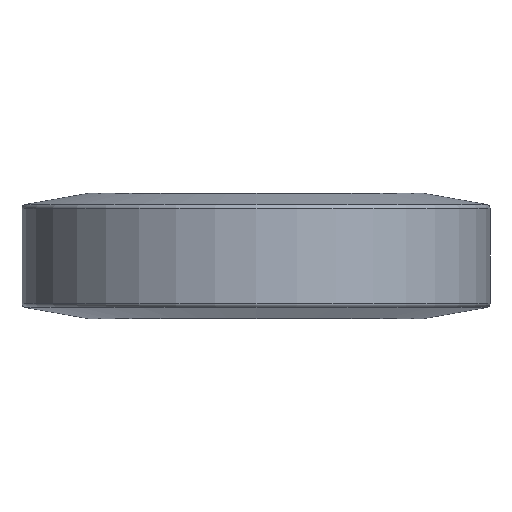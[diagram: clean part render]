
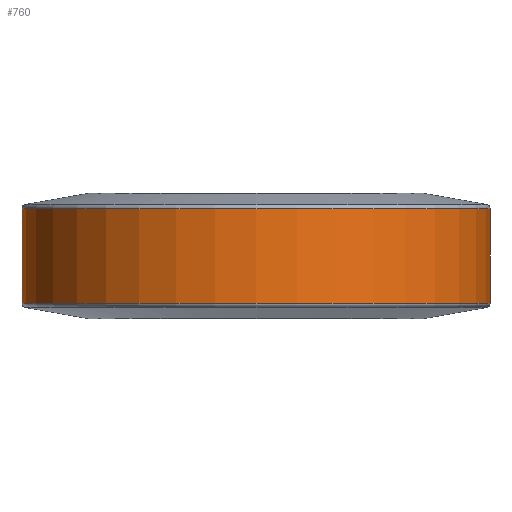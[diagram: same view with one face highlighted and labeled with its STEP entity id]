
A CAD part, front view. The second image highlights one B-rep face of the part: STEP entity #760.
In plain terms, the highlighted cylindrical face has radius 224 mm (diameter 448 mm), a partial arc.
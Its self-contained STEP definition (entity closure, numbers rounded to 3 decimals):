
#11 = EDGE_LOOP ( 'NONE', ( #590, #277, #791, #585 ) ) ;
#24 = CARTESIAN_POINT ( 'NONE',  ( 224., 0., 45.359 ) ) ;
#38 = VERTEX_POINT ( 'NONE', #661 ) ;
#46 = DIRECTION ( 'NONE',  ( 0., 0., 1. ) ) ;
#93 = EDGE_CURVE ( 'NONE', #223, #435, #365, .T. ) ;
#177 = LINE ( 'NONE', #302, #528 ) ;
#196 = CARTESIAN_POINT ( 'NONE',  ( 0., 0., 45.359 ) ) ;
#223 = VERTEX_POINT ( 'NONE', #439 ) ;
#252 = CARTESIAN_POINT ( 'NONE',  ( -224., 0., 0. ) ) ;
#277 = ORIENTED_EDGE ( 'NONE', *, *, #723, .T. ) ;
#284 = VECTOR ( 'NONE', #510, 1000. ) ;
#302 = CARTESIAN_POINT ( 'NONE',  ( 224., 0., 0. ) ) ;
#313 = CIRCLE ( 'NONE', #715, 224. ) ;
#318 = DIRECTION ( 'NONE',  ( 0., 0., 1. ) ) ;
#344 = DIRECTION ( 'NONE',  ( 0., 0., 1. ) ) ;
#355 = AXIS2_PLACEMENT_3D ( 'NONE', #456, #344, #700 ) ;
#365 = LINE ( 'NONE', #252, #284 ) ;
#397 = VERTEX_POINT ( 'NONE', #24 ) ;
#401 = CARTESIAN_POINT ( 'NONE',  ( -224., 0., 45.359 ) ) ;
#408 = AXIS2_PLACEMENT_3D ( 'NONE', #615, #46, #739 ) ;
#410 = FACE_OUTER_BOUND ( 'NONE', #11, .T. ) ;
#435 = VERTEX_POINT ( 'NONE', #401 ) ;
#439 = CARTESIAN_POINT ( 'NONE',  ( -224., 0., -45.359 ) ) ;
#452 = DIRECTION ( 'NONE',  ( 1., 0., 0. ) ) ;
#456 = CARTESIAN_POINT ( 'NONE',  ( 0., 0., -45.359 ) ) ;
#510 = DIRECTION ( 'NONE',  ( 0., 0., 1. ) ) ;
#527 = CIRCLE ( 'NONE', #355, 224. ) ;
#528 = VECTOR ( 'NONE', #789, 1000. ) ;
#585 = ORIENTED_EDGE ( 'NONE', *, *, #648, .F. ) ;
#590 = ORIENTED_EDGE ( 'NONE', *, *, #93, .F. ) ;
#615 = CARTESIAN_POINT ( 'NONE',  ( 0., 0., 0. ) ) ;
#622 = CYLINDRICAL_SURFACE ( 'NONE', #408, 224. ) ;
#648 = EDGE_CURVE ( 'NONE', #435, #397, #313, .T. ) ;
#661 = CARTESIAN_POINT ( 'NONE',  ( 224., 0., -45.359 ) ) ;
#700 = DIRECTION ( 'NONE',  ( 1., 0., 0. ) ) ;
#715 = AXIS2_PLACEMENT_3D ( 'NONE', #196, #318, #452 ) ;
#723 = EDGE_CURVE ( 'NONE', #223, #38, #527, .T. ) ;
#739 = DIRECTION ( 'NONE',  ( 1., 0., 0. ) ) ;
#760 = ADVANCED_FACE ( 'NONE', ( #410 ), #622, .T. ) ;
#787 = EDGE_CURVE ( 'NONE', #38, #397, #177, .T. ) ;
#789 = DIRECTION ( 'NONE',  ( 0., 0., 1. ) ) ;
#791 = ORIENTED_EDGE ( 'NONE', *, *, #787, .T. ) ;
